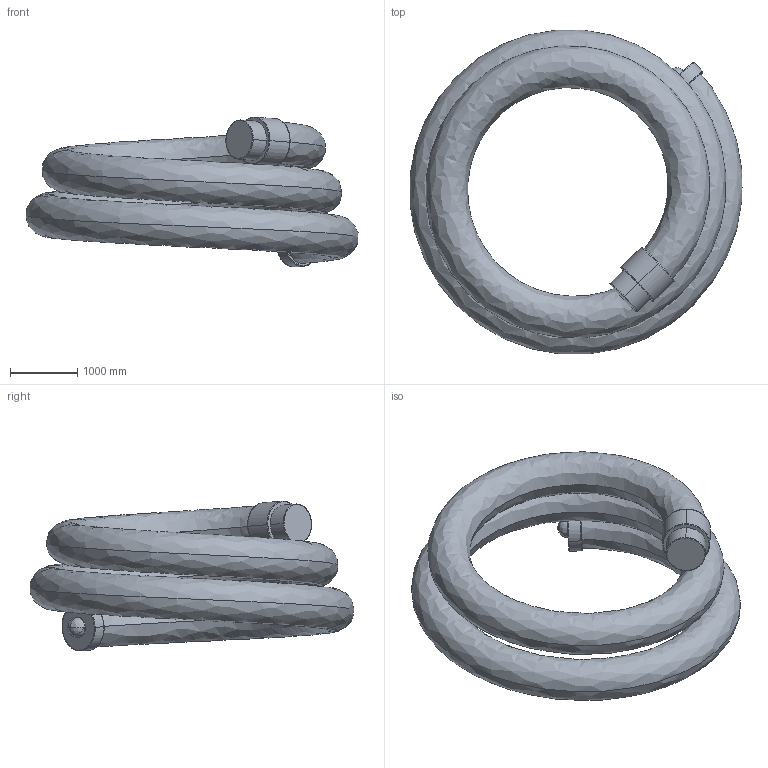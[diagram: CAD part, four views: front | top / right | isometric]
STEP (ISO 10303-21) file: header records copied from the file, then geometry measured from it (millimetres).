
FILE_DESCRIPTION(/* description */ (''),/* implementation_level */ '2;1');
FILE_NAME(/* name */ 'Boalum_3D',/* time_stamp */ '2011-11-10T15:07:32+01:00',/* author */ (''),/* organization */ (''),/* preprocessor_version */ 'ST-DEVELOPER v10',/* originating_system */ '',/* authorisation */ '');
FILE_SCHEMA (('CONFIG_CONTROL_DESIGN'));
Length unit declared in the file: centimetre
Products named in the file (1): 1
Bounding box: 4921.56 x 4800.07 x 2221.36 mm (x, y, z)
Surface area: 57540453.6 mm2 (no closed solid volume)
Topology: 0 solids, 3 shells, 51 faces, 119 edges, 70 vertices
Faces by surface type: bspline 51
Entity records: 4652 total; most frequent: CARTESIAN_POINT 3961, ORIENTED_EDGE 214, EDGE_CURVE 113, VERTEX_POINT 70, EDGE_LOOP 57, ADVANCED_FACE 51, FACE_OUTER_BOUND 51, B_SPLINE_CURVE_WITH_KNOTS 29
